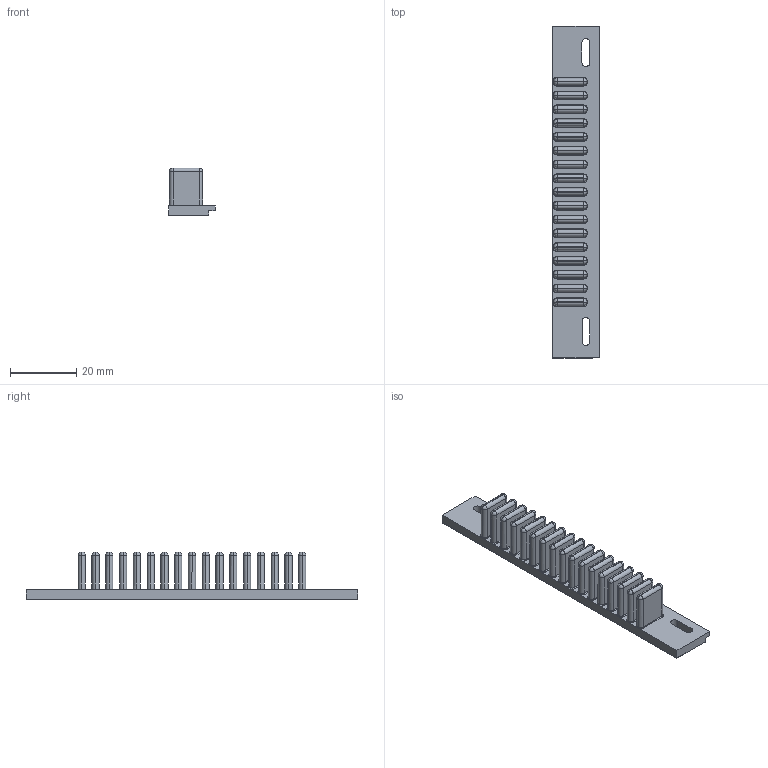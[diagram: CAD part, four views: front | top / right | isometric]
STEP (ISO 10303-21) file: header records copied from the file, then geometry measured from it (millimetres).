
FILE_DESCRIPTION (( 'STEP AP203' ), '1' );
FILE_NAME ('SB_B2R3p2.STEP', '2021-03-31T08:37:32', ( '' ), ( '' ), 'SwSTEP 2.0', 'SolidWorks 2020', '' );
FILE_SCHEMA (( 'CONFIG_CONTROL_DESIGN' ));
Length unit declared in the file: millimetre
Products named in the file (1): SB_B2R3p2
Bounding box: 14 x 100 x 14.4 mm (x, y, z)
Volume: 7698.2 mm3; surface area: 7655.4 mm2
Topology: 1 solids, 1 shells, 342 faces, 831 edges, 491 vertices
Faces by surface type: torus 136, cylinder 126, plane 63, bspline 17
Entity records: 10386 total; most frequent: CARTESIAN_POINT 2062, DIRECTION 1950, ORIENTED_EDGE 1662, EDGE_CURVE 831, AXIS2_PLACEMENT_3D 829, CIRCLE 503, VERTEX_POINT 491, EDGE_LOOP 346
